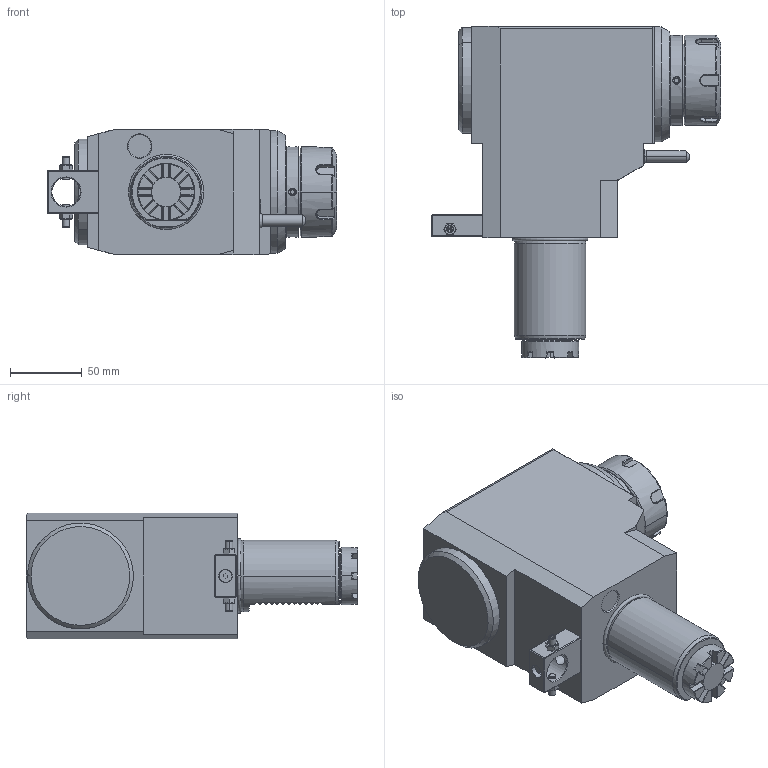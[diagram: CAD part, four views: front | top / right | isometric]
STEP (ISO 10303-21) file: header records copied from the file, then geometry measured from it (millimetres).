
FILE_DESCRIPTION((''),'2;1');
FILE_NAME('NGT1_50_241_40_1_1_110','2023-04-10T',('vali'),('NOVA GRUP'),'PRO/ENGINEER BY PARAMETRIC TECHNOLOGY CORPORATION, 2010280','PRO/ENGINEER BY PARAMETRIC TECHNOLOGY CORPORATION, 2010280','');
FILE_SCHEMA(('CONFIG_CONTROL_DESIGN'));
Length unit declared in the file: millimetre
Products named in the file (1): NGT1_50_241_40_1_1_110
Bounding box: 202.1 x 232 x 88 mm (x, y, z)
Volume: 1841215.5 mm3; surface area: 116927.9 mm2
Topology: 1 solids, 1 shells, 473 faces, 1221 edges, 761 vertices
Faces by surface type: plane 234, cylinder 90, cone 80, bspline 54, torus 13, sphere 2
Entity records: 19439 total; most frequent: CARTESIAN_POINT 8820, ORIENTED_EDGE 2418, DIRECTION 1842, EDGE_CURVE 1209, VERTEX_POINT 761, AXIS2_PLACEMENT_3D 658, VECTOR 526, LINE 526
